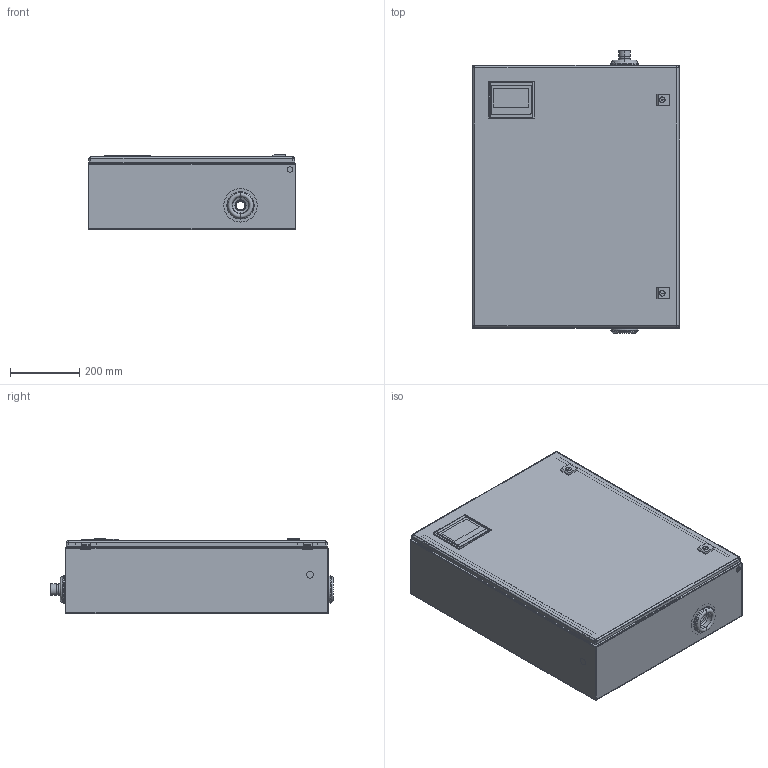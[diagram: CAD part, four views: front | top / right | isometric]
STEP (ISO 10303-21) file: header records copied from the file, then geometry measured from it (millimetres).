
FILE_DESCRIPTION (( 'STEP AP214' ), '1' );
FILE_NAME ('Victaulic-FP-Vortex 1500 Series 951 Fluid Panel_01.0 Active Low Flow.STEP', '2020-04-24T20:00:35', ( '' ), ( '' ), 'SwSTEP 2.0', 'SolidWorks 2019', '' );
FILE_SCHEMA (( 'AUTOMOTIVE_DESIGN' ));
Length unit declared in the file: inch
Products named in the file (1): Victaulic-FP-Vortex 1500 Series 951 Fluid Panel_01.0 Active Low Flow
Bounding box: 600 x 816.84 x 217 mm (x, y, z)
Volume: 4666233.5 mm3; surface area: 4306797.2 mm2
Topology: 57 solids, 57 shells, 4105 faces, 10114 edges, 6125 vertices
Faces by surface type: plane 1910, cylinder 1251, cone 410, bspline 200, sphere 196, torus 138
Entity records: 184760 total; most frequent: CARTESIAN_POINT 35464, DIRECTION 19929, ORIENTED_EDGE 19764, EDGE_CURVE 9882, AXIS2_PLACEMENT_3D 7463, VERTEX_POINT 6123, VECTOR 5003, LINE 5003
